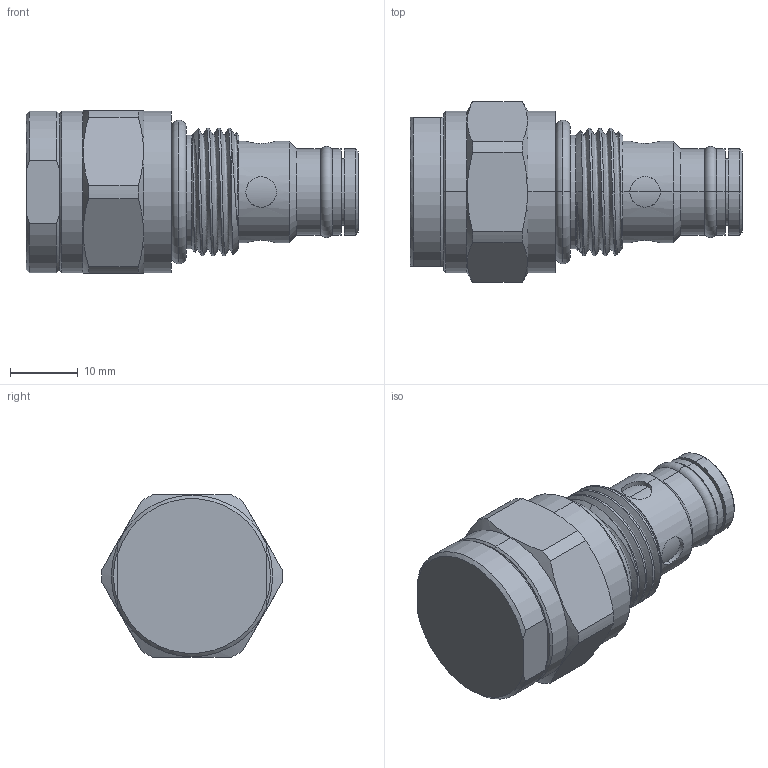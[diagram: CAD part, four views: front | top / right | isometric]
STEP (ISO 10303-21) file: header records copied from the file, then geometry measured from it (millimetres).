
FILE_DESCRIPTION (( 'STEP AP203' ), '1' );
FILE_NAME ('NC08W22-L.STEP', '2024-05-29T02:28:29', ( '' ), ( '' ), 'SwSTEP 2.0', 'SolidWorks 2018', '' );
FILE_SCHEMA (( 'CONFIG_CONTROL_DESIGN' ));
Length unit declared in the file: millimetre
Products named in the file (1): NC08W22-L
Bounding box: 49 x 26.66 x 24 mm (x, y, z)
Volume: 15109.1 mm3; surface area: 4673.7 mm2
Topology: 2 solids, 2 shells, 101 faces, 232 edges, 144 vertices
Faces by surface type: cylinder 53, cone 20, plane 19, torus 8, bspline 1
Full cylindrical faces by diameter (mm): 16.79 x1
Entity records: 5056 total; most frequent: CARTESIAN_POINT 2739, DIRECTION 469, ORIENTED_EDGE 466, EDGE_CURVE 233, AXIS2_PLACEMENT_3D 195, VERTEX_POINT 146, EDGE_LOOP 113, FACE_OUTER_BOUND 102
